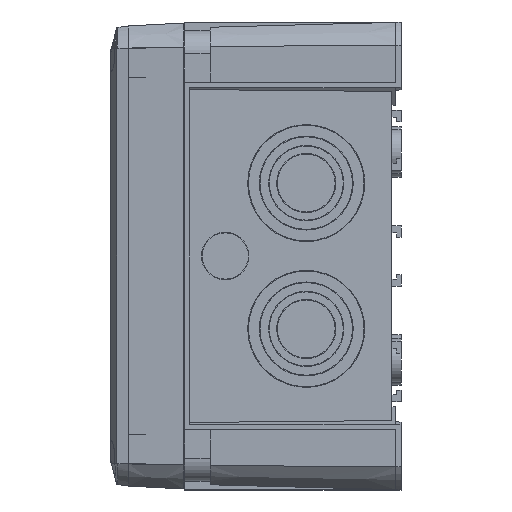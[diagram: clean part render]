
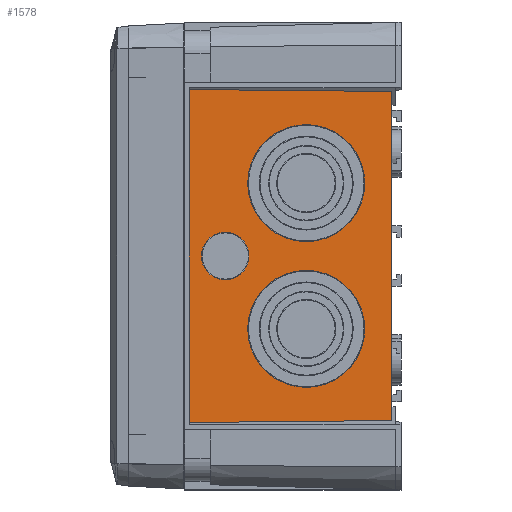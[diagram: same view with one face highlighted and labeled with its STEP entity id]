
A CAD part, left-side view. The second image highlights one B-rep face of the part: STEP entity #1578.
In plain terms, the highlighted planar face has unit normal (-1, -0.026, 0).
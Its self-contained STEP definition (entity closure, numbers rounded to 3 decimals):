
#301 = DIRECTION ( 'NONE',  ( 0.026, -1., 0. ) ) ;
#658 = DIRECTION ( 'NONE',  ( 1., 0.026, 0. ) ) ;
#682 = CARTESIAN_POINT ( 'NONE',  ( -140.803, 89.57, 71.946 ) ) ;
#1159 = PLANE ( 'NONE',  #16285 ) ;
#1578 = ADVANCED_FACE ( 'NONE', ( #8860, #22724, #36615, #5472 ), #1159, .T. ) ;
#1739 = CARTESIAN_POINT ( 'NONE',  ( -138.457, 0., 0. ) ) ;
#2522 = DIRECTION ( 'NONE',  ( -1., -0.026, 0. ) ) ;
#2983 = DIRECTION ( 'NONE',  ( 0.026, -1., 0. ) ) ;
#3484 = ORIENTED_EDGE ( 'NONE', *, *, #44007, .F. ) ;
#3751 = CARTESIAN_POINT ( 'NONE',  ( -140.088, 62.281, -31.5 ) ) ;
#4443 = EDGE_CURVE ( 'NONE', #44312, #6078, #8272, .T. ) ;
#4508 = CARTESIAN_POINT ( 'NONE',  ( -140.343, 72., 0. ) ) ;
#5472 = FACE_BOUND ( 'NONE', #14244, .T. ) ;
#6016 = CARTESIAN_POINT ( 'NONE',  ( -139.426, 37., 31.5 ) ) ;
#6078 = VERTEX_POINT ( 'NONE', #42076 ) ;
#6897 = CARTESIAN_POINT ( 'NONE',  ( -139.426, 37., 31.5 ) ) ;
#7529 = VERTEX_POINT ( 'NONE', #18485 ) ;
#8026 = DIRECTION ( 'NONE',  ( -0.026, 1., 0. ) ) ;
#8099 = VECTOR ( 'NONE', #12182, 1000. ) ;
#8272 = CIRCLE ( 'NONE', #39525, 25.29 ) ;
#8385 = EDGE_CURVE ( 'NONE', #26417, #7529, #18669, .T. ) ;
#8478 = DIRECTION ( 'NONE',  ( -1., -0.026, 0. ) ) ;
#8860 = FACE_BOUND ( 'NONE', #39277, .T. ) ;
#9731 = ORIENTED_EDGE ( 'NONE', *, *, #15318, .T. ) ;
#10010 = CARTESIAN_POINT ( 'NONE',  ( -140.803, 89.57, -71.946 ) ) ;
#10018 = AXIS2_PLACEMENT_3D ( 'NONE', #6897, #20276, #301 ) ;
#10653 = CARTESIAN_POINT ( 'NONE',  ( -140.074, 61.754, 0. ) ) ;
#11101 = EDGE_CURVE ( 'NONE', #33188, #30895, #41194, .T. ) ;
#11572 = EDGE_CURVE ( 'NONE', #30895, #20565, #22173, .T. ) ;
#11679 = CIRCLE ( 'NONE', #15280, 10.25 ) ;
#12182 = DIRECTION ( 'NONE',  ( 0., 0., 1. ) ) ;
#13155 = CARTESIAN_POINT ( 'NONE',  ( -138.764, 11.719, 31.5 ) ) ;
#13280 = DIRECTION ( 'NONE',  ( 0.026, -1., 0. ) ) ;
#13291 = EDGE_CURVE ( 'NONE', #14166, #27654, #11679, .T. ) ;
#13341 = ORIENTED_EDGE ( 'NONE', *, *, #4443, .F. ) ;
#13855 = CARTESIAN_POINT ( 'NONE',  ( -138.457, 0., 71.092 ) ) ;
#14166 = VERTEX_POINT ( 'NONE', #10653 ) ;
#14244 = EDGE_LOOP ( 'NONE', ( #14708, #34659 ) ) ;
#14275 = DIRECTION ( 'NONE',  ( 0.026, -1., 0. ) ) ;
#14708 = ORIENTED_EDGE ( 'NONE', *, *, #13291, .T. ) ;
#15280 = AXIS2_PLACEMENT_3D ( 'NONE', #24839, #35319, #8026 ) ;
#15318 = EDGE_CURVE ( 'NONE', #18325, #33188, #38440, .T. ) ;
#15463 = CIRCLE ( 'NONE', #16888, 25.29 ) ;
#16285 = AXIS2_PLACEMENT_3D ( 'NONE', #33671, #2522, #2983 ) ;
#16726 = CIRCLE ( 'NONE', #40006, 25.29 ) ;
#16888 = AXIS2_PLACEMENT_3D ( 'NONE', #6016, #43793, #13280 ) ;
#17466 = AXIS2_PLACEMENT_3D ( 'NONE', #4508, #658, #21097 ) ;
#17666 = ORIENTED_EDGE ( 'NONE', *, *, #8385, .F. ) ;
#18325 = VERTEX_POINT ( 'NONE', #37389 ) ;
#18485 = CARTESIAN_POINT ( 'NONE',  ( -140.088, 62.281, 31.5 ) ) ;
#18669 = CIRCLE ( 'NONE', #10018, 25.29 ) ;
#19116 = CARTESIAN_POINT ( 'NONE',  ( -139.426, 37., -31.5 ) ) ;
#19159 = VECTOR ( 'NONE', #20678, 1000. ) ;
#19449 = EDGE_CURVE ( 'NONE', #27654, #14166, #29820, .T. ) ;
#19458 = EDGE_CURVE ( 'NONE', #6078, #44312, #16726, .T. ) ;
#19869 = EDGE_LOOP ( 'NONE', ( #35926, #30331, #37584, #9731 ) ) ;
#20212 = DIRECTION ( 'NONE',  ( 0.026, -1., 0. ) ) ;
#20276 = DIRECTION ( 'NONE',  ( -1., -0.026, 0. ) ) ;
#20565 = VERTEX_POINT ( 'NONE', #13855 ) ;
#20678 = DIRECTION ( 'NONE',  ( 0.026, -1., 0.01 ) ) ;
#21097 = DIRECTION ( 'NONE',  ( -0.026, 1., 0. ) ) ;
#22173 = LINE ( 'NONE', #1739, #8099 ) ;
#22724 = FACE_BOUND ( 'NONE', #42926, .T. ) ;
#23832 = CARTESIAN_POINT ( 'NONE',  ( -140.611, 82.246, 0. ) ) ;
#24544 = CARTESIAN_POINT ( 'NONE',  ( -140.748, 87.5, -72.8 ) ) ;
#24765 = DIRECTION ( 'NONE',  ( 0., 0., -1. ) ) ;
#24839 = CARTESIAN_POINT ( 'NONE',  ( -140.343, 72., 0. ) ) ;
#25640 = LINE ( 'NONE', #682, #33949 ) ;
#26417 = VERTEX_POINT ( 'NONE', #13155 ) ;
#26771 = CARTESIAN_POINT ( 'NONE',  ( -140.748, 87.5, -71.926 ) ) ;
#27654 = VERTEX_POINT ( 'NONE', #23832 ) ;
#28613 = DIRECTION ( 'NONE',  ( -0.026, 1., 0.01 ) ) ;
#29820 = CIRCLE ( 'NONE', #17466, 10.25 ) ;
#30331 = ORIENTED_EDGE ( 'NONE', *, *, #11572, .T. ) ;
#30645 = CARTESIAN_POINT ( 'NONE',  ( -138.457, 0., -71.092 ) ) ;
#30895 = VERTEX_POINT ( 'NONE', #30645 ) ;
#31589 = CARTESIAN_POINT ( 'NONE',  ( -139.426, 37., -31.5 ) ) ;
#31783 = ORIENTED_EDGE ( 'NONE', *, *, #19458, .F. ) ;
#32522 = VECTOR ( 'NONE', #24765, 1000. ) ;
#33188 = VERTEX_POINT ( 'NONE', #26771 ) ;
#33671 = CARTESIAN_POINT ( 'NONE',  ( -140.801, 89.5, 0. ) ) ;
#33949 = VECTOR ( 'NONE', #28613, 1000. ) ;
#34659 = ORIENTED_EDGE ( 'NONE', *, *, #19449, .T. ) ;
#35319 = DIRECTION ( 'NONE',  ( 1., 0.026, 0. ) ) ;
#35926 = ORIENTED_EDGE ( 'NONE', *, *, #11101, .T. ) ;
#36615 = FACE_OUTER_BOUND ( 'NONE', #19869, .T. ) ;
#37389 = CARTESIAN_POINT ( 'NONE',  ( -140.748, 87.5, 71.926 ) ) ;
#37584 = ORIENTED_EDGE ( 'NONE', *, *, #38098, .T. ) ;
#38098 = EDGE_CURVE ( 'NONE', #20565, #18325, #25640, .T. ) ;
#38440 = LINE ( 'NONE', #24544, #32522 ) ;
#39277 = EDGE_LOOP ( 'NONE', ( #17666, #3484 ) ) ;
#39525 = AXIS2_PLACEMENT_3D ( 'NONE', #19116, #8478, #20212 ) ;
#40006 = AXIS2_PLACEMENT_3D ( 'NONE', #31589, #42734, #14275 ) ;
#41194 = LINE ( 'NONE', #10010, #19159 ) ;
#42076 = CARTESIAN_POINT ( 'NONE',  ( -138.764, 11.719, -31.5 ) ) ;
#42734 = DIRECTION ( 'NONE',  ( -1., -0.026, 0. ) ) ;
#42926 = EDGE_LOOP ( 'NONE', ( #31783, #13341 ) ) ;
#43793 = DIRECTION ( 'NONE',  ( -1., -0.026, 0. ) ) ;
#44007 = EDGE_CURVE ( 'NONE', #7529, #26417, #15463, .T. ) ;
#44312 = VERTEX_POINT ( 'NONE', #3751 ) ;
